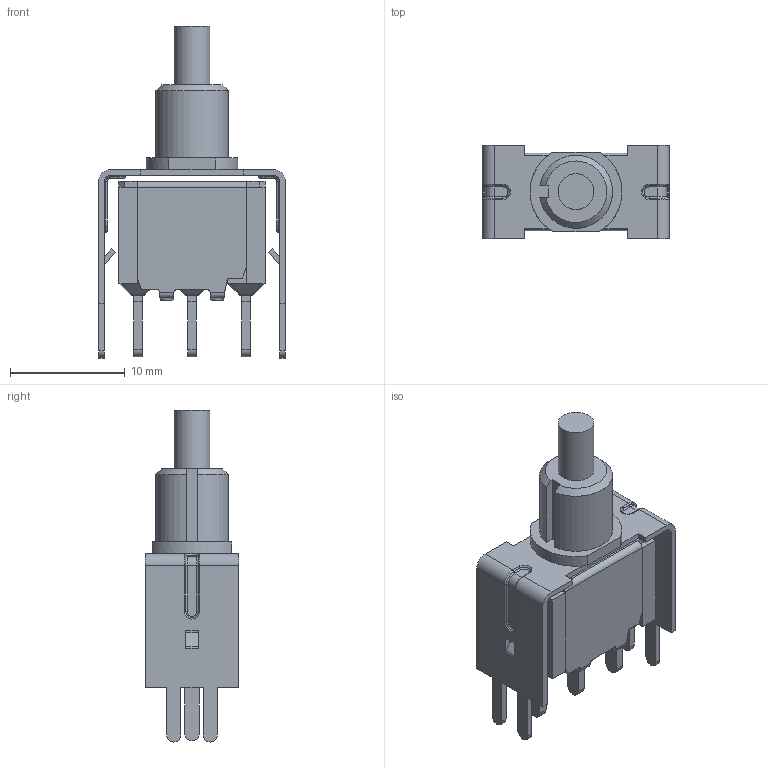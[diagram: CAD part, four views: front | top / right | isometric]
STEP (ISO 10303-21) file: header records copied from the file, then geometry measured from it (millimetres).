
FILE_DESCRIPTION(/* description */ (''),/* implementation_level */ '2;1');
FILE_NAME(/* name */ '700SP7B10VS2xE.stp',/* time_stamp */ '2024-10-16T11:34:05-05:00',/* author */ ('jsteinblock'),/* organization */ (''),/* preprocessor_version */ 'ST-DEVELOPER v18.1',/* originating_system */ 'Autodesk Inventor 2022',/* authorisation */ '');
FILE_SCHEMA (('AUTOMOTIVE_DESIGN { 1 0 10303 214 3 1 1 }'));
Length unit declared in the file: inch
Products named in the file (1): 700SP7B10VS2xE
Bounding box: 16.26 x 8.13 x 28.87 mm (x, y, z)
Volume: 1225 mm3; surface area: 1611.5 mm2
Topology: 2 solids, 5 shells, 476 faces, 1224 edges, 756 vertices
Faces by surface type: plane 250, cylinder 127, bspline 54, torus 32, sphere 12, cone 1
Full cylindrical faces by diameter (mm): 3.1 x2
Entity records: 14592 total; most frequent: CARTESIAN_POINT 3224, ORIENTED_EDGE 2424, DIRECTION 2235, EDGE_CURVE 1212, LINE 815, VECTOR 815, VERTEX_POINT 756, AXIS2_PLACEMENT_3D 710
